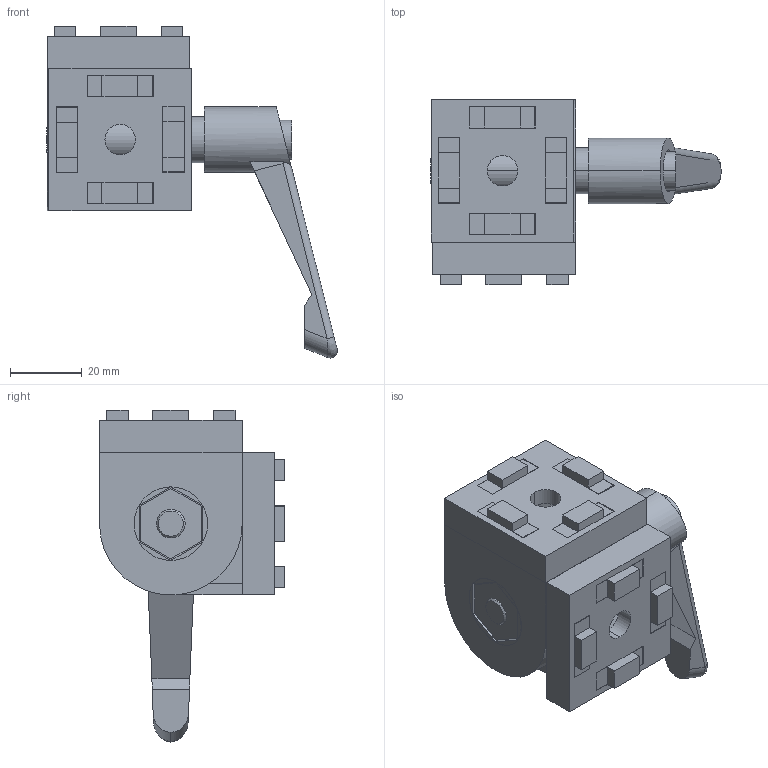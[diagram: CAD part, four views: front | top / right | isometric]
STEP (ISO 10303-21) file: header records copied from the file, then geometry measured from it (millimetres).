
FILE_DESCRIPTION (( 'STEP AP214' ), '1' );
FILE_NAME ('SNSD.30.51.82. Øàðíèðíûé ñîåäèíèòåëü ñ çàæèìîì 40õ40, ïàç 10(E00).STEP', '2014-12-23T09:34:09', ( 'XTreme.ws' ), ( 'XTreme.ws' ), 'SwSTEP 2.0', 'SolidWorks 2014', '' );
FILE_SCHEMA (( 'AUTOMOTIVE_DESIGN' ));
Length unit declared in the file: millimetre
Products named in the file (21): SNSD.30.51.80. 婰膲僗闉(E00); SNSD.30.51.80. Âòóëêà ñ ðåçüáîé(D13)E01E00; SNSD.30.51.80. Øàðíèðíûé ñîåäèíèòåëü 30õ30, ïàç 8(D13)E01E00; SNSD.30.51.81. 鎗鵻罻_00; SNSD.30.51.80. Âòóëêà ñ ðåçüáîé(D13)E01E00_00; SNSD.30.51.82. Øàðíèðíûé ñîåäèíèòåëü ñ çàæèìîì 40õ40, ïàç 10(E00); SNSD.30.51.81. Ðó÷êà(E01)E00_00; SNSD.30.51.81. 鎗鵻罻(E01)E01E00; SNSD.30.51.80. 婰膲僗闉(E00)_00; SNSD.30.51.81. 鎗鵻罻; SNSD.30.51.80. Øàðíèðíûé ñîåäèíèòåëü 30õ30, ïàç 8(D13)E01E00_00; SNSD.30.51.81. Ðó÷êà(E01)E00; SNSD.30.51.81. 鎗鵻罻(E01)E01E00_00
Assembly tree (14 placements, depth 2):
  SNSD.30.51.80. 婰膲僗闉(E00)
  SNSD.30.51.80. Âòóëêà ñ ðåçüáîé(D13)E01E00
  SNSD.30.51.80. Øàðíèðíûé ñîåäèíèòåëü 30õ30, ïàç 8(D13)E01E00
  SNSD.30.51.80. 婰膲僗闉(E00)
  SNSD.30.51.82. Øàðíèðíûé ñîåäèíèòåëü ñ çàæèìîì 40õ40, ïàç 10(E00)
    SNSD.30.51.80. Øàðíèðíûé ñîåäèíèòåëü 30õ30, ïàç 8(D13)E01E00_00  x2
    SNSD.30.51.80. Âòóëêà ñ ðåçüáîé(D13)E01E00_00
    SNSD.30.51.81. 鎗鵻罻(E01)E01E00_00
    SNSD.30.51.81. 鎗鵻罻_00
    SNSD.30.51.81. Ðó÷êà(E01)E00_00
    SNSD.30.51.80. 婰膲僗闉(E00)_00  x8
Bounding box: 81.04 x 51.6 x 92.61 mm (x, y, z)
Volume: 64095.3 mm3; surface area: 39200.8 mm2
Topology: 16 solids, 16 shells, 381 faces, 926 edges, 599 vertices
Faces by surface type: plane 309, cylinder 52, cone 18, bspline 2
Entity records: 6139 total; most frequent: CARTESIAN_POINT 1137, DIRECTION 939, ORIENTED_EDGE 904, EDGE_CURVE 452, VECTOR 341, LINE 341, AXIS2_PLACEMENT_3D 299, VERTEX_POINT 289
